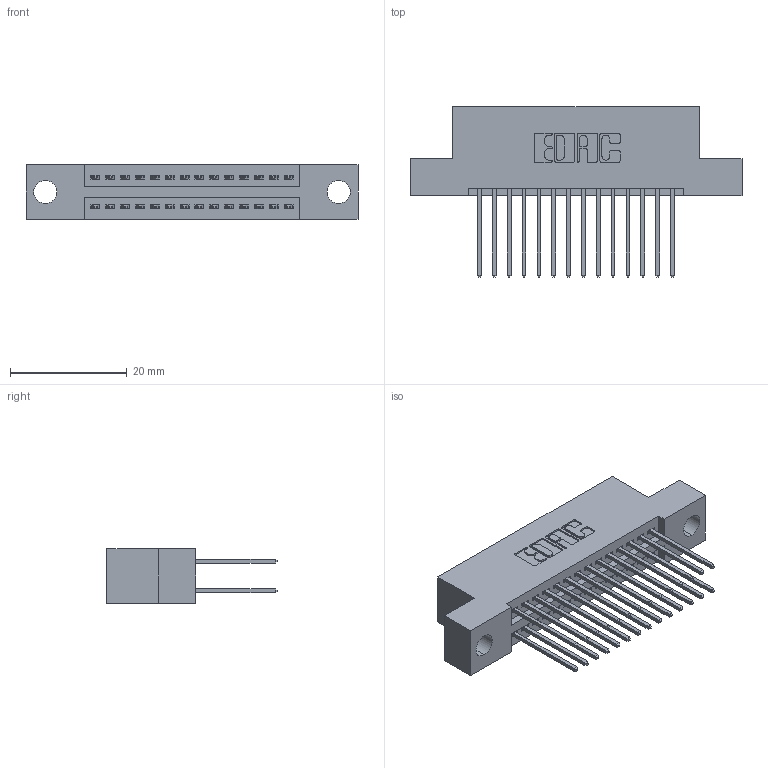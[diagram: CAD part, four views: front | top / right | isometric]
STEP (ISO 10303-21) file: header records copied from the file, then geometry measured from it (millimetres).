
FILE_DESCRIPTION (( 'STEP AP203' ), '1' );
FILE_NAME ('345-028-540-204.STEP', '2021-05-19T23:02:40', ( '' ), ( '' ), 'SwSTEP 2.0', 'SolidWorks 2020', '' );
FILE_SCHEMA (( 'CONFIG_CONTROL_DESIGN' ));
Length unit declared in the file: inch
Products named in the file (3): 345-028-540-204; 345-292-001_345-293-140; 345 Part_Flush Mounting Lugs - 0.156 Dia-TI
Assembly tree (29 placements, depth 2):
  345-028-540-204
    345 Part_Flush Mounting Lugs - 0.156 Dia-TI
    345-292-001_345-293-140  x28
Bounding box: 56.77 x 29.13 x 9.4 mm (x, y, z)
Volume: 5254.9 mm3; surface area: 7569.4 mm2
Topology: 29 solids, 29 shells, 1540 faces, 4549 edges, 2994 vertices
Faces by surface type: plane 1018, cylinder 522
Entity records: 15191 total; most frequent: CARTESIAN_POINT 2578, ORIENTED_EDGE 2510, DIRECTION 2307, EDGE_CURVE 1255, VECTOR 1067, LINE 1067, VERTEX_POINT 834, AXIS2_PLACEMENT_3D 620
